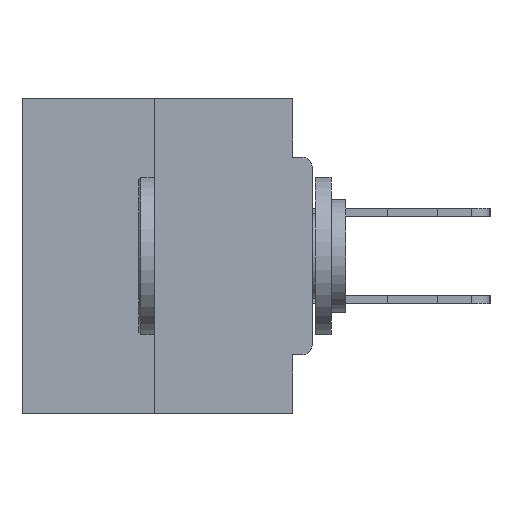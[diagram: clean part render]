
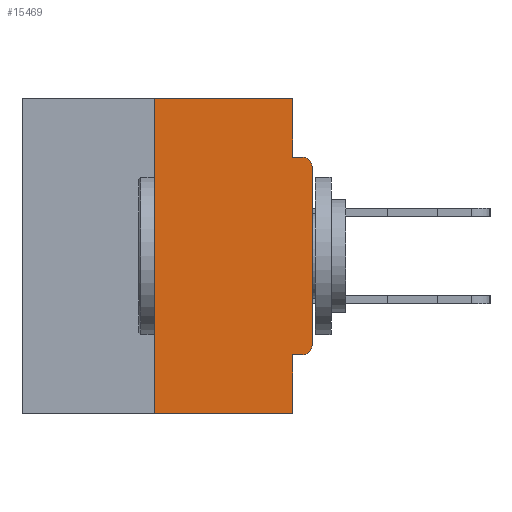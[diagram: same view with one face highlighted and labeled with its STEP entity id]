
A CAD part, left-side view. The second image highlights one B-rep face of the part: STEP entity #15469.
In plain terms, the highlighted planar face has unit normal (-1, 0, 0).
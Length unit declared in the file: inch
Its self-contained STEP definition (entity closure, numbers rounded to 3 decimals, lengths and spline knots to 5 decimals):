
#283 = CARTESIAN_POINT ( 'NONE',  ( 0., 0., 0. ) ) ;
#684 = VERTEX_POINT ( 'NONE', #35067 ) ;
#1285 = CARTESIAN_POINT ( 'NONE',  ( 0., 0.46, 0. ) ) ;
#1530 = CARTESIAN_POINT ( 'NONE',  ( 0., 0.031, -0.5 ) ) ;
#2481 = VECTOR ( 'NONE', #7361, 39.37008 ) ;
#2596 = CARTESIAN_POINT ( 'NONE',  ( 0., 0.015, -0.1085 ) ) ;
#2867 = VECTOR ( 'NONE', #16345, 39.37008 ) ;
#2930 = ORIENTED_EDGE ( 'NONE', *, *, #8032, .F. ) ;
#3575 = EDGE_CURVE ( 'NONE', #16650, #4540, #15197, .T. ) ;
#4494 = CARTESIAN_POINT ( 'NONE',  ( 0., 0., -0.0935 ) ) ;
#4535 = EDGE_CURVE ( 'NONE', #684, #21837, #29899, .T. ) ;
#4540 = VERTEX_POINT ( 'NONE', #29818 ) ;
#4647 = CARTESIAN_POINT ( 'NONE',  ( 0., 0., -0.3915 ) ) ;
#5102 = LINE ( 'NONE', #32376, #2481 ) ;
#5180 = VECTOR ( 'NONE', #23885, 39.37008 ) ;
#5818 = VECTOR ( 'NONE', #19849, 39.37008 ) ;
#6371 = LINE ( 'NONE', #31975, #11539 ) ;
#7361 = DIRECTION ( 'NONE',  ( 0., -1., 0. ) ) ;
#7505 = CARTESIAN_POINT ( 'NONE',  ( 0., 0.031, -0.4065 ) ) ;
#7973 = EDGE_CURVE ( 'NONE', #19591, #27221, #22766, .T. ) ;
#8032 = EDGE_CURVE ( 'NONE', #19591, #17907, #9284, .T. ) ;
#8367 = DIRECTION ( 'NONE',  ( 0., 0., 1. ) ) ;
#8534 = FACE_OUTER_BOUND ( 'NONE', #20122, .T. ) ;
#9111 = VECTOR ( 'NONE', #8367, 39.37008 ) ;
#9284 = LINE ( 'NONE', #23004, #5818 ) ;
#9609 = CIRCLE ( 'NONE', #29779, 0.015 ) ;
#10279 = DIRECTION ( 'NONE',  ( -1., 0., 0. ) ) ;
#10526 = LINE ( 'NONE', #34518, #12707 ) ;
#11102 = CARTESIAN_POINT ( 'NONE',  ( 0., 0.25, 0. ) ) ;
#11539 = VECTOR ( 'NONE', #32341, 39.37008 ) ;
#11936 = DIRECTION ( 'NONE',  ( 0., -1., 0. ) ) ;
#12707 = VECTOR ( 'NONE', #23510, 39.37008 ) ;
#13881 = CARTESIAN_POINT ( 'NONE',  ( 0., 0.031, 0. ) ) ;
#14809 = CARTESIAN_POINT ( 'NONE',  ( 0., 0.25, -0.5 ) ) ;
#15023 = LINE ( 'NONE', #35615, #2867 ) ;
#15161 = EDGE_CURVE ( 'NONE', #17907, #24489, #5102, .T. ) ;
#15197 = LINE ( 'NONE', #4494, #5180 ) ;
#15469 = ADVANCED_FACE ( 'NONE', ( #8534 ), #17840, .F. ) ;
#15524 = ORIENTED_EDGE ( 'NONE', *, *, #15780, .F. ) ;
#15780 = EDGE_CURVE ( 'NONE', #35543, #27221, #15023, .T. ) ;
#16345 = DIRECTION ( 'NONE',  ( 0., 0., -1. ) ) ;
#16637 = VECTOR ( 'NONE', #11936, 39.37008 ) ;
#16650 = VERTEX_POINT ( 'NONE', #20323 ) ;
#17289 = CARTESIAN_POINT ( 'NONE',  ( 0., 0.46, -0.5 ) ) ;
#17354 = LINE ( 'NONE', #283, #9111 ) ;
#17688 = AXIS2_PLACEMENT_3D ( 'NONE', #21352, #10279, #26923 ) ;
#17840 = PLANE ( 'NONE',  #30553 ) ;
#17907 = VERTEX_POINT ( 'NONE', #11102 ) ;
#19024 = ORIENTED_EDGE ( 'NONE', *, *, #34857, .F. ) ;
#19133 = ORIENTED_EDGE ( 'NONE', *, *, #15161, .F. ) ;
#19307 = ORIENTED_EDGE ( 'NONE', *, *, #4535, .T. ) ;
#19591 = VERTEX_POINT ( 'NONE', #14809 ) ;
#19849 = DIRECTION ( 'NONE',  ( 0., 0., 1. ) ) ;
#20014 = ORIENTED_EDGE ( 'NONE', *, *, #29879, .T. ) ;
#20122 = EDGE_LOOP ( 'NONE', ( #19133, #2930, #33797, #15524, #19024, #19307, #20014, #26780, #20310, #20882 ) ) ;
#20310 = ORIENTED_EDGE ( 'NONE', *, *, #3575, .F. ) ;
#20323 = CARTESIAN_POINT ( 'NONE',  ( 0., 0.031, -0.0935 ) ) ;
#20882 = ORIENTED_EDGE ( 'NONE', *, *, #32323, .F. ) ;
#21352 = CARTESIAN_POINT ( 'NONE',  ( 0., 0.015, -0.3915 ) ) ;
#21387 = EDGE_CURVE ( 'NONE', #24290, #4540, #9609, .T. ) ;
#21837 = VERTEX_POINT ( 'NONE', #4647 ) ;
#22133 = DIRECTION ( 'NONE',  ( -1., 0., 0. ) ) ;
#22766 = LINE ( 'NONE', #17289, #16637 ) ;
#23004 = CARTESIAN_POINT ( 'NONE',  ( 0., 0.25, 0. ) ) ;
#23510 = DIRECTION ( 'NONE',  ( 0., 1., 0. ) ) ;
#23685 = DIRECTION ( 'NONE',  ( 0., 0., -1. ) ) ;
#23885 = DIRECTION ( 'NONE',  ( 0., -1., 0. ) ) ;
#24290 = VERTEX_POINT ( 'NONE', #25398 ) ;
#24489 = VERTEX_POINT ( 'NONE', #13881 ) ;
#25398 = CARTESIAN_POINT ( 'NONE',  ( 0., 0., -0.1085 ) ) ;
#26780 = ORIENTED_EDGE ( 'NONE', *, *, #21387, .T. ) ;
#26923 = DIRECTION ( 'NONE',  ( 0., 0., -1. ) ) ;
#27221 = VERTEX_POINT ( 'NONE', #1530 ) ;
#27581 = DIRECTION ( 'NONE',  ( 0., 0., -1. ) ) ;
#29779 = AXIS2_PLACEMENT_3D ( 'NONE', #2596, #22133, #27581 ) ;
#29818 = CARTESIAN_POINT ( 'NONE',  ( 0., 0.015, -0.0935 ) ) ;
#29879 = EDGE_CURVE ( 'NONE', #21837, #24290, #17354, .T. ) ;
#29899 = CIRCLE ( 'NONE', #17688, 0.015 ) ;
#30553 = AXIS2_PLACEMENT_3D ( 'NONE', #1285, #31466, #23685 ) ;
#31466 = DIRECTION ( 'NONE',  ( 1., 0., 0. ) ) ;
#31975 = CARTESIAN_POINT ( 'NONE',  ( 0., 0.031, 0. ) ) ;
#32323 = EDGE_CURVE ( 'NONE', #24489, #16650, #6371, .T. ) ;
#32341 = DIRECTION ( 'NONE',  ( 0., 0., -1. ) ) ;
#32376 = CARTESIAN_POINT ( 'NONE',  ( 0., 0.46, 0. ) ) ;
#33797 = ORIENTED_EDGE ( 'NONE', *, *, #7973, .T. ) ;
#34518 = CARTESIAN_POINT ( 'NONE',  ( 0., 0., -0.4065 ) ) ;
#34857 = EDGE_CURVE ( 'NONE', #684, #35543, #10526, .T. ) ;
#35067 = CARTESIAN_POINT ( 'NONE',  ( 0., 0.015, -0.4065 ) ) ;
#35543 = VERTEX_POINT ( 'NONE', #7505 ) ;
#35615 = CARTESIAN_POINT ( 'NONE',  ( 0., 0.031, -0.5 ) ) ;
